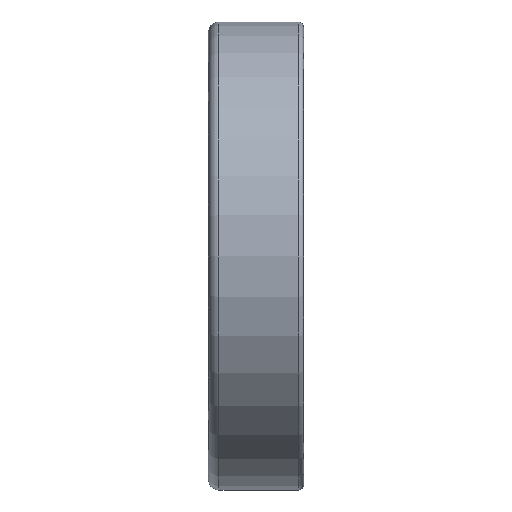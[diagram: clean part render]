
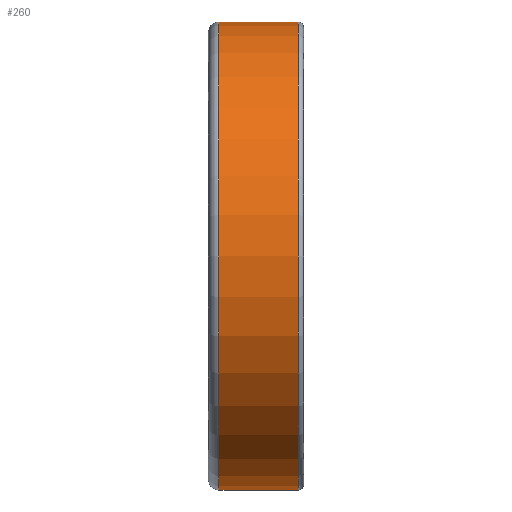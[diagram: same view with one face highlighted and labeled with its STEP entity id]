
A CAD part, front view. The second image highlights one B-rep face of the part: STEP entity #260.
In plain terms, the highlighted cylindrical face has radius 29.5 mm (diameter 59 mm), a full revolution.
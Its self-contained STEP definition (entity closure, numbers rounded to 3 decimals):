
#35=CYLINDRICAL_SURFACE('',#316,29.5);
#76=ORIENTED_EDGE('',*,*,#101,.T.);
#77=ORIENTED_EDGE('',*,*,#100,.F.);
#100=EDGE_CURVE('',#122,#122,#144,.T.);
#101=EDGE_CURVE('',#123,#123,#145,.T.);
#122=VERTEX_POINT('',#471);
#123=VERTEX_POINT('',#474);
#144=CIRCLE('',#315,29.5);
#145=CIRCLE('',#317,29.5);
#186=EDGE_LOOP('',(#76));
#187=EDGE_LOOP('',(#77));
#230=FACE_BOUND('',#186,.T.);
#231=FACE_BOUND('',#187,.T.);
#260=ADVANCED_FACE('',(#230,#231),#35,.T.);
#315=AXIS2_PLACEMENT_3D('',#470,#401,#402);
#316=AXIS2_PLACEMENT_3D('',#472,#403,#404);
#317=AXIS2_PLACEMENT_3D('',#473,#405,#406);
#401=DIRECTION('',(1.,0.,0.));
#402=DIRECTION('',(0.,0.,-1.));
#403=DIRECTION('',(1.,0.,0.));
#404=DIRECTION('',(0.,0.,-1.));
#405=DIRECTION('',(1.,0.,0.));
#406=DIRECTION('',(0.,0.,-1.));
#470=CARTESIAN_POINT('',(11.333,0.,0.));
#471=CARTESIAN_POINT('',(11.333,0.,-29.5));
#472=CARTESIAN_POINT('',(12.,0.,0.));
#473=CARTESIAN_POINT('',(1.333,0.,0.));
#474=CARTESIAN_POINT('',(1.333,0.,-29.5));
